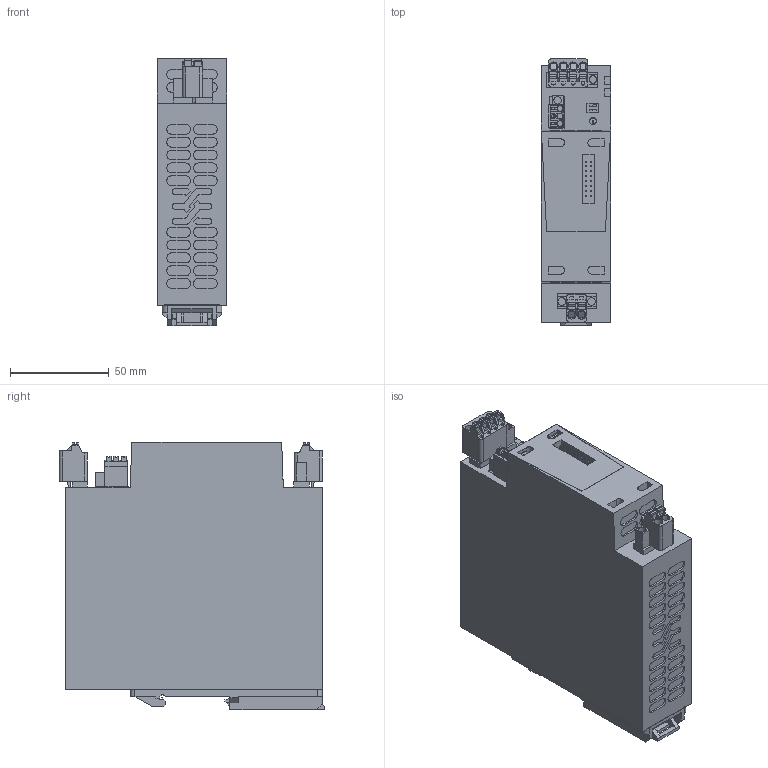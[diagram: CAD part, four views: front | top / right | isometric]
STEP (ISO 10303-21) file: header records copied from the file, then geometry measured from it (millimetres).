
FILE_DESCRIPTION(('CATIA V5 STEP Exchange','CAx-IF Rec.Pracs.--- Model Styling and Organization---1.4--- 2014-01-23'),'2;1');
FILE_NAME ('D1442703_4', '2020-12-10T12:59:04+00:00', ('none'), ('Weidmueller'), 'CATIA Version 5-6 Release 2016 SP3 HF44', 'CATIA V5 STEP AP214', 'none');
FILE_SCHEMA(('AUTOMOTIVE_DESIGN { 1 0 10303 214 1 1 1 1 }'));
Products named in the file (1): S3D_PRO_TOPDC_24V-24V_5A
Bounding box: 35 x 134.33 x 135.2 mm (x, y, z)
Volume: 547037.9 mm3; surface area: 76097.4 mm2
Topology: 47 solids, 47 shells, 1580 faces, 4350 edges, 2986 vertices
Faces by surface type: plane 1214, cylinder 254, extrusion 94, torus 12, cone 6
Entity records: 51678 total; most frequent: CARTESIAN_POINT 12203, ORIENTED_EDGE 8700, DIRECTION 6049, EDGE_CURVE 4350, VECTOR 3174, LINE 3080, VERTEX_POINT 2986, EDGE_LOOP 1710
